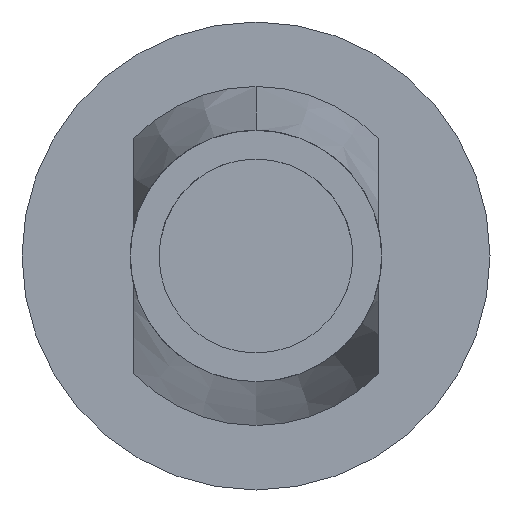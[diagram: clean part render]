
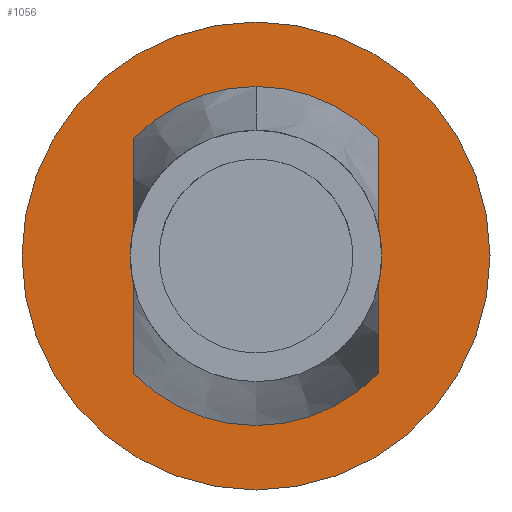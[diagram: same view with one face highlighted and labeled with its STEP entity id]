
A CAD part, front view. The second image highlights one B-rep face of the part: STEP entity #1056.
In plain terms, the highlighted planar face has unit normal (0, -1, 0).
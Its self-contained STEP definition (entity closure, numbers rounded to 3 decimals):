
#12 = CARTESIAN_POINT ( 'NONE',  ( 0., -6.46, 0. ) ) ;
#13 = CIRCLE ( 'NONE', #472, 1.76 ) ;
#90 = CARTESIAN_POINT ( 'NONE',  ( 0., -6.46, -0.945 ) ) ;
#99 = DIRECTION ( 'NONE',  ( 0., 0., 1. ) ) ;
#109 = DIRECTION ( 'NONE',  ( 0., 1., 0. ) ) ;
#116 = PLANE ( 'NONE',  #379 ) ;
#154 = EDGE_LOOP ( 'NONE', ( #1187, #1242 ) ) ;
#161 = DIRECTION ( 'NONE',  ( 0., 0., 1. ) ) ;
#215 = CARTESIAN_POINT ( 'NONE',  ( 0., -6.46, 0. ) ) ;
#222 = EDGE_CURVE ( 'NONE', #1048, #1064, #1641, .T. ) ;
#260 = AXIS2_PLACEMENT_3D ( 'NONE', #12, #999, #161 ) ;
#330 = DIRECTION ( 'NONE',  ( 0., 0., 1. ) ) ;
#354 = DIRECTION ( 'NONE',  ( 0., 0., 1. ) ) ;
#371 = VERTEX_POINT ( 'NONE', #1149 ) ;
#379 = AXIS2_PLACEMENT_3D ( 'NONE', #384, #109, #99 ) ;
#384 = CARTESIAN_POINT ( 'NONE',  ( -1.76, -6.46, 0. ) ) ;
#404 = DIRECTION ( 'NONE',  ( 0., 1., 0. ) ) ;
#433 = CARTESIAN_POINT ( 'NONE',  ( 0., -6.46, 0. ) ) ;
#472 = AXIS2_PLACEMENT_3D ( 'NONE', #215, #1182, #354 ) ;
#551 = CIRCLE ( 'NONE', #260, 0.945 ) ;
#587 = AXIS2_PLACEMENT_3D ( 'NONE', #433, #404, #330 ) ;
#677 = CARTESIAN_POINT ( 'NONE',  ( 0., -6.46, 1.76 ) ) ;
#747 = FACE_OUTER_BOUND ( 'NONE', #1339, .T. ) ;
#760 = VERTEX_POINT ( 'NONE', #677 ) ;
#795 = CARTESIAN_POINT ( 'NONE',  ( 0., -6.46, 0.945 ) ) ;
#815 = FACE_BOUND ( 'NONE', #154, .T. ) ;
#878 = EDGE_CURVE ( 'NONE', #371, #760, #1130, .T. ) ;
#999 = DIRECTION ( 'NONE',  ( 0., 1., 0. ) ) ;
#1048 = VERTEX_POINT ( 'NONE', #795 ) ;
#1056 = ADVANCED_FACE ( 'NONE', ( #747, #815 ), #116, .F. ) ;
#1064 = VERTEX_POINT ( 'NONE', #90 ) ;
#1130 = CIRCLE ( 'NONE', #587, 1.76 ) ;
#1149 = CARTESIAN_POINT ( 'NONE',  ( 0., -6.46, -1.76 ) ) ;
#1182 = DIRECTION ( 'NONE',  ( 0., 1., 0. ) ) ;
#1187 = ORIENTED_EDGE ( 'NONE', *, *, #222, .T. ) ;
#1231 = ORIENTED_EDGE ( 'NONE', *, *, #878, .F. ) ;
#1242 = ORIENTED_EDGE ( 'NONE', *, *, #1341, .T. ) ;
#1282 = ORIENTED_EDGE ( 'NONE', *, *, #1659, .F. ) ;
#1290 = DIRECTION ( 'NONE',  ( 0., 0., 1. ) ) ;
#1292 = DIRECTION ( 'NONE',  ( 0., 1., 0. ) ) ;
#1294 = CARTESIAN_POINT ( 'NONE',  ( 0., -6.46, 0. ) ) ;
#1339 = EDGE_LOOP ( 'NONE', ( #1282, #1231 ) ) ;
#1341 = EDGE_CURVE ( 'NONE', #1064, #1048, #551, .T. ) ;
#1349 = AXIS2_PLACEMENT_3D ( 'NONE', #1294, #1292, #1290 ) ;
#1641 = CIRCLE ( 'NONE', #1349, 0.945 ) ;
#1659 = EDGE_CURVE ( 'NONE', #760, #371, #13, .T. ) ;
